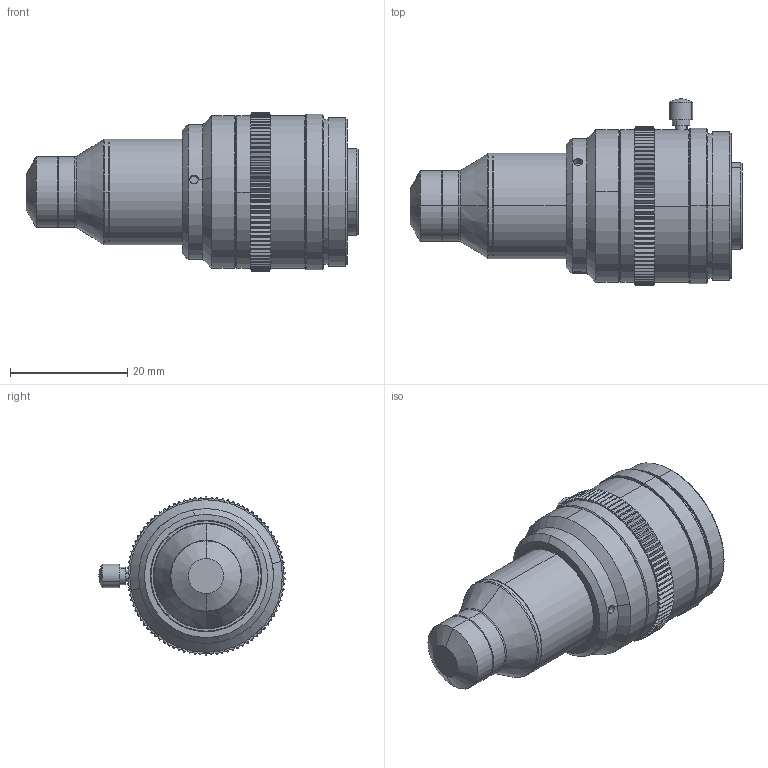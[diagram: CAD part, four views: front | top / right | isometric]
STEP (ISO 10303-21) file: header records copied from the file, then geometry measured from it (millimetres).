
FILE_DESCRIPTION (( 'STEP AP203' ), '1' );
FILE_NAME ('PRHI230-82.STEP', '2022-10-14T09:52:38', ( '' ), ( '' ), 'SwSTEP 2.0', 'SolidWorks 2017', '' );
FILE_SCHEMA (( 'CONFIG_CONTROL_DESIGN' ));
Length unit declared in the file: millimetre
Products named in the file (1): PRHI230-82
Bounding box: 56.63 x 31.78 x 27 mm (x, y, z)
Volume: 19887 mm3; surface area: 5125.5 mm2
Topology: 1 solids, 1 shells, 573 faces, 1634 edges, 1074 vertices
Faces by surface type: cone 233, plane 195, cylinder 137, bspline 8
Entity records: 19501 total; most frequent: CARTESIAN_POINT 4852, ORIENTED_EDGE 3256, DIRECTION 2872, EDGE_CURVE 1628, AXIS2_PLACEMENT_3D 1074, VERTEX_POINT 1074, VECTOR 724, LINE 724
